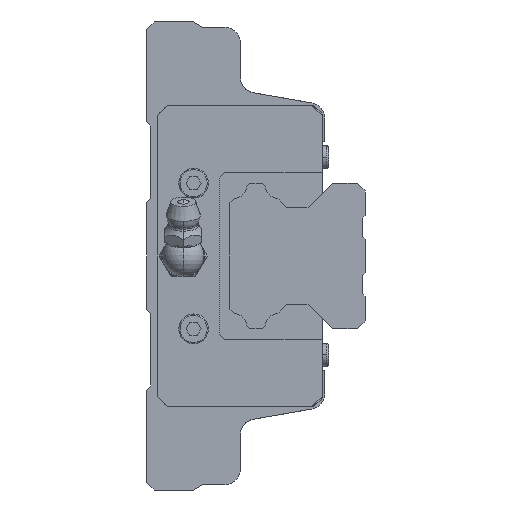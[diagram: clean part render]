
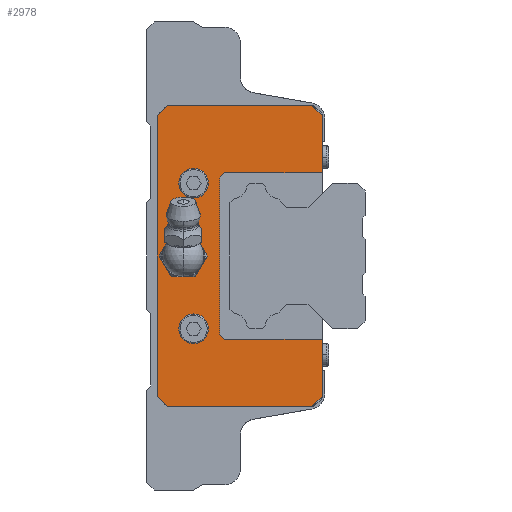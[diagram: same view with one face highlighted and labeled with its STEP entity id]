
A CAD part, left-side view. The second image highlights one B-rep face of the part: STEP entity #2978.
In plain terms, the highlighted planar face has unit normal (-1, 0, 0).
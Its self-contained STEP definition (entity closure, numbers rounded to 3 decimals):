
#1932 = VERTEX_POINT( '', #5685 );
#2036 = VERTEX_POINT( '', #5798 );
#2236 = VERTEX_POINT( '', #6015 );
#2328 = EDGE_CURVE( '', #4534, #4238, #6119, .T. );
#2636 = VERTEX_POINT( '', #6463 );
#2830 = VERTEX_POINT( '', #6677 );
#2914 = EDGE_CURVE( '', #4260, #2236, #6769, .T. );
#2936 = EDGE_CURVE( '', #5594, #5538, #6792, .T. );
#2940 = EDGE_CURVE( '', #3054, #3582, #6796, .T. );
#2978 = ADVANCED_FACE( '', ( #6837, #6838, #6839, #6840 ), #6841, .F. );
#3042 = EDGE_CURVE( '', #4238, #4214, #6914, .T. );
#3054 = VERTEX_POINT( '', #6926 );
#3058 = EDGE_CURVE( '', #5538, #5594, #6930, .T. );
#3280 = EDGE_CURVE( '', #2036, #3634, #7170, .T. );
#3302 = VERTEX_POINT( '', #7195 );
#3364 = VERTEX_POINT( '', #7265 );
#3582 = VERTEX_POINT( '', #7509 );
#3594 = VERTEX_POINT( '', #7521 );
#3634 = VERTEX_POINT( '', #7565 );
#3656 = VERTEX_POINT( '', #7592 );
#3674 = EDGE_CURVE( '', #3364, #5158, #7611, .T. );
#3694 = EDGE_CURVE( '', #2830, #4534, #7634, .T. );
#3826 = VERTEX_POINT( '', #7777 );
#3854 = EDGE_CURVE( '', #3582, #3054, #7805, .T. );
#3924 = EDGE_CURVE( '', #2636, #3594, #7886, .T. );
#4178 = EDGE_CURVE( '', #3634, #2036, #8165, .T. );
#4214 = VERTEX_POINT( '', #8203 );
#4238 = VERTEX_POINT( '', #8230 );
#4258 = EDGE_CURVE( '', #2236, #2636, #8252, .T. );
#4260 = VERTEX_POINT( '', #8254 );
#4534 = VERTEX_POINT( '', #8552 );
#4656 = EDGE_CURVE( '', #3594, #3302, #8680, .T. );
#4706 = EDGE_CURVE( '', #3656, #4260, #8733, .T. );
#4850 = EDGE_CURVE( '', #1932, #3364, #8894, .T. );
#4956 = EDGE_CURVE( '', #5158, #3826, #9010, .T. );
#4958 = EDGE_CURVE( '', #3826, #3302, #9012, .T. );
#5042 = EDGE_CURVE( '', #2830, #1932, #9103, .T. );
#5158 = VERTEX_POINT( '', #9228 );
#5436 = EDGE_CURVE( '', #4214, #3656, #9533, .T. );
#5538 = VERTEX_POINT( '', #9645 );
#5594 = VERTEX_POINT( '', #9705 );
#5685 = CARTESIAN_POINT( '', ( 73., 27., -16. ) );
#5798 = CARTESIAN_POINT( '', ( 73., 35.85, 14. ) );
#6015 = CARTESIAN_POINT( '', ( 73., 38., 29. ) );
#6119 = LINE( '', #10441, #10442 );
#6463 = CARTESIAN_POINT( '', ( 73., 10.283, 29. ) );
#6677 = CARTESIAN_POINT( '', ( 73., 8.283, -16. ) );
#6769 = LINE( '', #11339, #11340 );
#6792 = CIRCLE( '', #11372, 3. );
#6796 = CIRCLE( '', #11377, 2.85 );
#6837 = FACE_BOUND( '', #11434, .T. );
#6838 = FACE_BOUND( '', #11435, .T. );
#6839 = FACE_BOUND( '', #11436, .T. );
#6840 = FACE_OUTER_BOUND( '', #11437, .T. );
#6841 = PLANE( '', #11438 );
#6914 = LINE( '', #11576, #11577 );
#6926 = CARTESIAN_POINT( '', ( 73., 30.15, -14. ) );
#6930 = CIRCLE( '', #11607, 3. );
#7170 = CIRCLE( '', #11972, 2.85 );
#7195 = CARTESIAN_POINT( '', ( 73., 8.283, 16. ) );
#7265 = CARTESIAN_POINT( '', ( 73., 28., -15. ) );
#7509 = CARTESIAN_POINT( '', ( 73., 35.85, -14. ) );
#7521 = CARTESIAN_POINT( '', ( 73., 8.283, 27. ) );
#7565 = CARTESIAN_POINT( '', ( 73., 30.15, 14. ) );
#7592 = CARTESIAN_POINT( '', ( 73., 40., -27. ) );
#7611 = LINE( '', #12607, #12608 );
#7634 = LINE( '', #12636, #12637 );
#7777 = CARTESIAN_POINT( '', ( 73., 27., 16. ) );
#7805 = CIRCLE( '', #12900, 2.85 );
#7886 = LINE( '', #13024, #13025 );
#8165 = CIRCLE( '', #13441, 2.85 );
#8203 = CARTESIAN_POINT( '', ( 73., 38., -29. ) );
#8230 = CARTESIAN_POINT( '', ( 73., 10.283, -29. ) );
#8252 = LINE( '', #13567, #13568 );
#8254 = CARTESIAN_POINT( '', ( 73., 40., 27. ) );
#8552 = CARTESIAN_POINT( '', ( 73., 8.283, -27. ) );
#8680 = LINE( '', #14225, #14226 );
#8733 = LINE( '', #14305, #14306 );
#8894 = LINE( '', #14555, #14556 );
#9010 = LINE( '', #14722, #14723 );
#9012 = LINE( '', #14726, #14727 );
#9103 = LINE( '', #14852, #14853 );
#9228 = CARTESIAN_POINT( '', ( 73., 28., 15. ) );
#9533 = LINE( '', #15449, #15450 );
#9645 = CARTESIAN_POINT( '', ( 73., 38., 0. ) );
#9705 = CARTESIAN_POINT( '', ( 73., 32., 0. ) );
#10441 = CARTESIAN_POINT( '', ( 73., 1.212, -19.929 ) );
#10442 = VECTOR( '', #16288, 1. );
#11339 = CARTESIAN_POINT( '', ( 73., 37.5, 29.5 ) );
#11340 = VECTOR( '', #17059, 1. );
#11372 = AXIS2_PLACEMENT_3D( '', #17079, #17080, #17081 );
#11377 = AXIS2_PLACEMENT_3D( '', #17082, #17083, #17084 );
#11434 = EDGE_LOOP( '', ( #17124, #17125 ) );
#11435 = EDGE_LOOP( '', ( #17126, #17127 ) );
#11436 = EDGE_LOOP( '', ( #17128, #17129 ) );
#11437 = EDGE_LOOP( '', ( #17130, #17131, #17132, #17133, #17134, #17135, #17136, #17137, #17138, #17139, #17140, #17141, #17142, #17143 ) );
#11438 = AXIS2_PLACEMENT_3D( '', #17144, #17145, #17146 );
#11576 = CARTESIAN_POINT( '', ( 73., 22.5, -29. ) );
#11577 = VECTOR( '', #17226, 1. );
#11607 = AXIS2_PLACEMENT_3D( '', #17231, #17232, #17233 );
#11972 = AXIS2_PLACEMENT_3D( '', #17534, #17535, #17536 );
#12607 = CARTESIAN_POINT( '', ( 73., 28., -7.5 ) );
#12608 = VECTOR( '', #18062, 1. );
#12636 = CARTESIAN_POINT( '', ( 73., 8.283, 11. ) );
#12637 = VECTOR( '', #18095, 1. );
#12900 = AXIS2_PLACEMENT_3D( '', #18279, #18280, #18281 );
#13024 = CARTESIAN_POINT( '', ( 73., 2.212, 20.929 ) );
#13025 = VECTOR( '', #18403, 1. );
#13441 = AXIS2_PLACEMENT_3D( '', #18736, #18737, #18738 );
#13567 = CARTESIAN_POINT( '', ( 73., 8.492, 29. ) );
#13568 = VECTOR( '', #18869, 1. );
#14225 = CARTESIAN_POINT( '', ( 73., 8.283, 11. ) );
#14226 = VECTOR( '', #19318, 1. );
#14305 = CARTESIAN_POINT( '', ( 73., 40., 13.5 ) );
#14306 = VECTOR( '', #19364, 1. );
#14555 = CARTESIAN_POINT( '', ( 73., 26., -17. ) );
#14556 = VECTOR( '', #19568, 1. );
#14722 = CARTESIAN_POINT( '', ( 73., 26.5, 16.5 ) );
#14723 = VECTOR( '', #19684, 1. );
#14726 = CARTESIAN_POINT( '', ( 73., 17., 16. ) );
#14727 = VECTOR( '', #19685, 1. );
#14852 = CARTESIAN_POINT( '', ( 73., 7.642, -16. ) );
#14853 = VECTOR( '', #19782, 1. );
#15449 = CARTESIAN_POINT( '', ( 73., 38.5, -28.5 ) );
#15450 = VECTOR( '', #20223, 1. );
#16288 = DIRECTION( '', ( 0., 0.707, -0.707 ) );
#17059 = DIRECTION( '', ( 0., -0.707, 0.707 ) );
#17079 = CARTESIAN_POINT( '', ( 73., 35., 0. ) );
#17080 = DIRECTION( '', ( 1., 0., 0. ) );
#17081 = DIRECTION( '', ( 0., 1., 0. ) );
#17082 = CARTESIAN_POINT( '', ( 73., 33., -14. ) );
#17083 = DIRECTION( '', ( 1., 0., 0. ) );
#17084 = DIRECTION( '', ( 0., 1., 0. ) );
#17124 = ORIENTED_EDGE( '', *, *, #3058, .T. );
#17125 = ORIENTED_EDGE( '', *, *, #2936, .T. );
#17126 = ORIENTED_EDGE( '', *, *, #3280, .T. );
#17127 = ORIENTED_EDGE( '', *, *, #4178, .T. );
#17128 = ORIENTED_EDGE( '', *, *, #3854, .T. );
#17129 = ORIENTED_EDGE( '', *, *, #2940, .T. );
#17130 = ORIENTED_EDGE( '', *, *, #5042, .T. );
#17131 = ORIENTED_EDGE( '', *, *, #4850, .T. );
#17132 = ORIENTED_EDGE( '', *, *, #3674, .T. );
#17133 = ORIENTED_EDGE( '', *, *, #4956, .T. );
#17134 = ORIENTED_EDGE( '', *, *, #4958, .T. );
#17135 = ORIENTED_EDGE( '', *, *, #4656, .F. );
#17136 = ORIENTED_EDGE( '', *, *, #3924, .F. );
#17137 = ORIENTED_EDGE( '', *, *, #4258, .F. );
#17138 = ORIENTED_EDGE( '', *, *, #2914, .F. );
#17139 = ORIENTED_EDGE( '', *, *, #4706, .F. );
#17140 = ORIENTED_EDGE( '', *, *, #5436, .F. );
#17141 = ORIENTED_EDGE( '', *, *, #3042, .F. );
#17142 = ORIENTED_EDGE( '', *, *, #2328, .F. );
#17143 = ORIENTED_EDGE( '', *, *, #3694, .F. );
#17144 = CARTESIAN_POINT( '', ( 73., 7., 0. ) );
#17145 = DIRECTION( '', ( 1., 0., 0. ) );
#17146 = DIRECTION( '', ( 0., 0., -1. ) );
#17226 = DIRECTION( '', ( 0., 1., 0. ) );
#17231 = CARTESIAN_POINT( '', ( 73., 35., 0. ) );
#17232 = DIRECTION( '', ( 1., 0., 0. ) );
#17233 = DIRECTION( '', ( 0., 1., 0. ) );
#17534 = CARTESIAN_POINT( '', ( 73., 33., 14. ) );
#17535 = DIRECTION( '', ( 1., 0., 0. ) );
#17536 = DIRECTION( '', ( 0., 1., 0. ) );
#18062 = DIRECTION( '', ( 0., 0., 1. ) );
#18095 = DIRECTION( '', ( 0., 0., -1. ) );
#18279 = CARTESIAN_POINT( '', ( 73., 33., -14. ) );
#18280 = DIRECTION( '', ( 1., 0., 0. ) );
#18281 = DIRECTION( '', ( 0., 1., 0. ) );
#18403 = DIRECTION( '', ( 0., -0.707, -0.707 ) );
#18736 = CARTESIAN_POINT( '', ( 73., 33., 14. ) );
#18737 = DIRECTION( '', ( 1., 0., 0. ) );
#18738 = DIRECTION( '', ( 0., 1., 0. ) );
#18869 = DIRECTION( '', ( 0., -1., 0. ) );
#19318 = DIRECTION( '', ( 0., 0., -1. ) );
#19364 = DIRECTION( '', ( 0., 0., 1. ) );
#19568 = DIRECTION( '', ( 0., 0.707, 0.707 ) );
#19684 = DIRECTION( '', ( 0., -0.707, 0.707 ) );
#19685 = DIRECTION( '', ( 0., -1., 0. ) );
#19782 = DIRECTION( '', ( 0., 1., 0. ) );
#20223 = DIRECTION( '', ( 0., 0.707, 0.707 ) );
